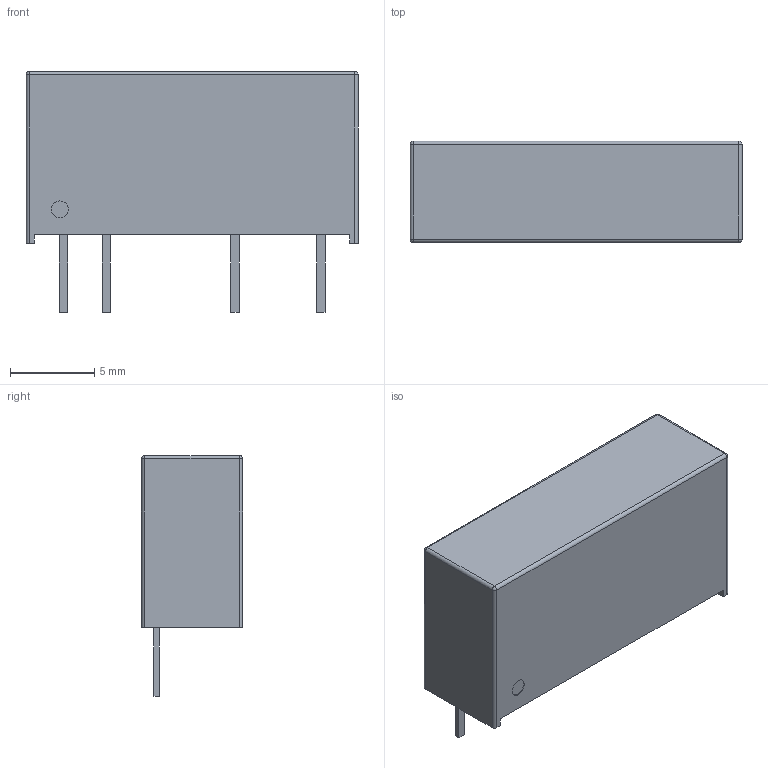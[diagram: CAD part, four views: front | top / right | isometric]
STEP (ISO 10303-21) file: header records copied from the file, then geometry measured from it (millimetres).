
FILE_DESCRIPTION (( 'STEP AP214' ), '1' );
FILE_NAME ('PWRM-TH_FXXXXS-1WR3.step', '2022-07-09T11:19:49', ( '' ), ( '' ), 'SwSTEP 2.0', 'SolidWorks 2020', '' );
FILE_SCHEMA (( 'AUTOMOTIVE_DESIGN' ));
Length unit declared in the file: millimetre
Products named in the file (1): PWRM-TH_FXXXXS-1WR3
Bounding box: 19.65 x 6 x 14.26 mm (x, y, z)
Volume: 1143.8 mm3; surface area: 766.2 mm2
Topology: 1 solids, 1 shells, 327 faces, 874 edges, 576 vertices
Faces by surface type: plane 201, bspline 112, cylinder 10, sphere 4
Entity records: 14417 total; most frequent: CARTESIAN_POINT 3490, ORIENTED_EDGE 1740, DIRECTION 1051, EDGE_CURVE 870, LINE 579, VECTOR 579, VERTEX_POINT 576, EDGE_LOOP 358
